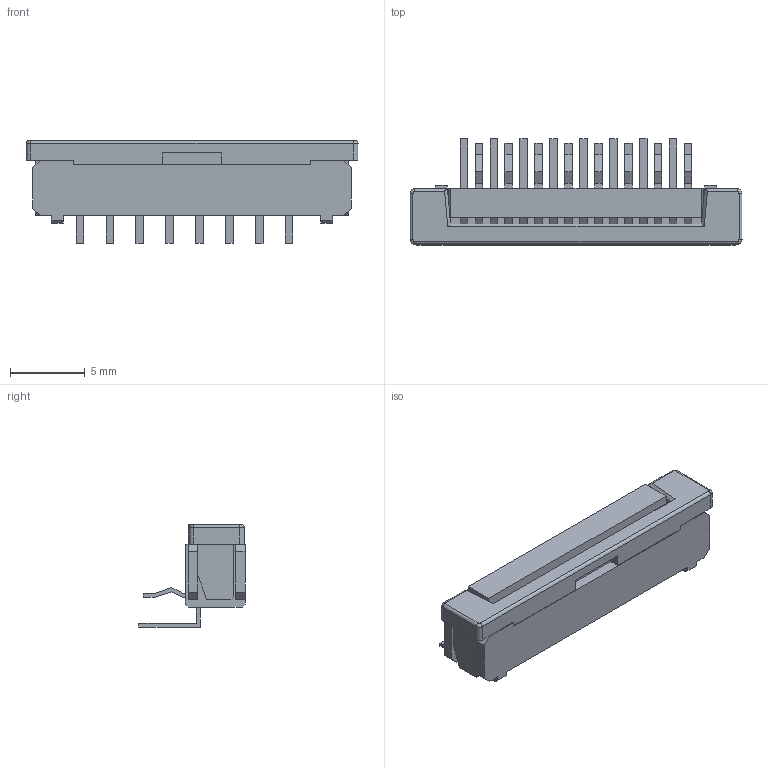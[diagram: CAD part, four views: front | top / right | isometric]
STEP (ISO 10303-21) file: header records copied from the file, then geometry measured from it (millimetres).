
FILE_DESCRIPTION((''),'2;1');
FILE_NAME('SLW_R-1C7_LF','2008-04-10T',('gohd'),('FCI - CDC Division'),'PRO/ENGINEER BY PARAMETRIC TECHNOLOGY CORPORATION, 2006020','PRO/ENGINEER BY PARAMETRIC TECHNOLOGY CORPORATION, 2006020','');
FILE_SCHEMA(('CONFIG_CONTROL_DESIGN'));
Length unit declared in the file: millimetre
Products named in the file (1): SLW_R-1C7_LF
Bounding box: 22.2 x 7.1 x 6.85 mm (x, y, z)
Volume: 382.2 mm3; surface area: 733.3 mm2
Topology: 1 solids, 1 shells, 320 faces, 842 edges, 556 vertices
Faces by surface type: plane 307, cylinder 9, bspline 4
Entity records: 9743 total; most frequent: CARTESIAN_POINT 1785, ORIENTED_EDGE 1684, DIRECTION 1492, EDGE_CURVE 842, VECTOR 820, LINE 820, VERTEX_POINT 556, EDGE_LOOP 352
